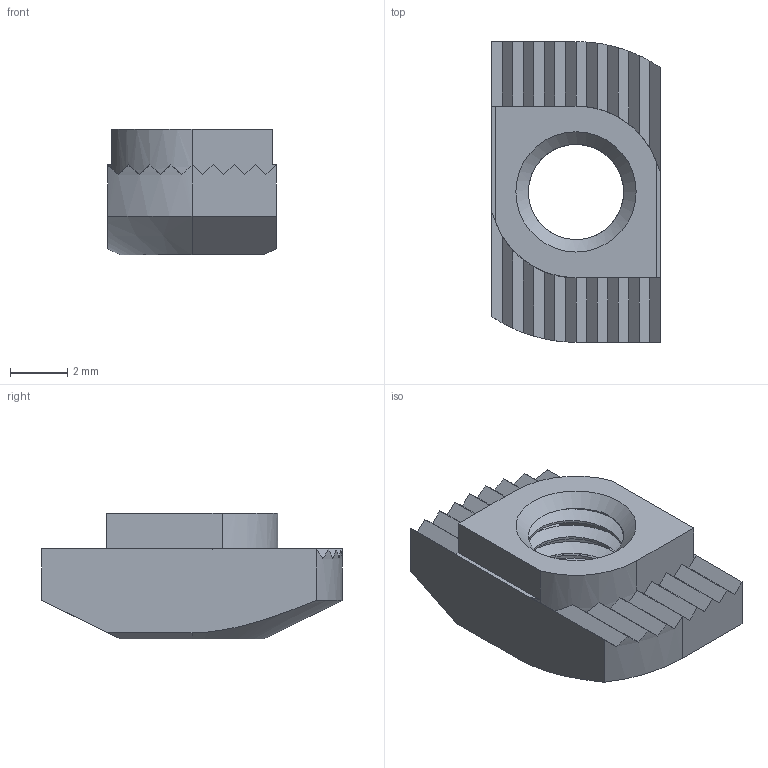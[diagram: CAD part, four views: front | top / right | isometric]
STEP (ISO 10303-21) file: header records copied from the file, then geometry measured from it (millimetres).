
FILE_DESCRIPTION(/* description */ (''),/* implementation_level */ '2;1');
FILE_NAME(/* name */ 'T_Slot_Nut_Dropin_M4 v1.step',/* time_stamp */ '2019-01-02T12:17:08-08:00',/* author */ (''),/* organization */ (''),/* preprocessor_version */ 'ST-DEVELOPER v17.2',/* originating_system */ 'Autodesk Translation Framework v7.6.0.251',/* authorisation */ '');
FILE_SCHEMA (('AUTOMOTIVE_DESIGN { 1 0 10303 214 3 1 1 }'));
Length unit declared in the file: millimetre
Products named in the file (1): T_Slot_Nut_Dropin_M4
Bounding box: 5.9 x 10.5 x 4.4 mm (x, y, z)
Volume: 163.5 mm3; surface area: 304 mm2
Topology: 1 solids, 1 shells, 77 faces, 202 edges, 127 vertices
Faces by surface type: plane 52, cylinder 19, cone 4, bspline 2
Full cylindrical faces by diameter (mm): 3.332 x6, 4.109 x6
Entity records: 3256 total; most frequent: CARTESIAN_POINT 1355, ORIENTED_EDGE 404, DIRECTION 371, EDGE_CURVE 202, VERTEX_POINT 127, LINE 125, VECTOR 125, AXIS2_PLACEMENT_3D 123
